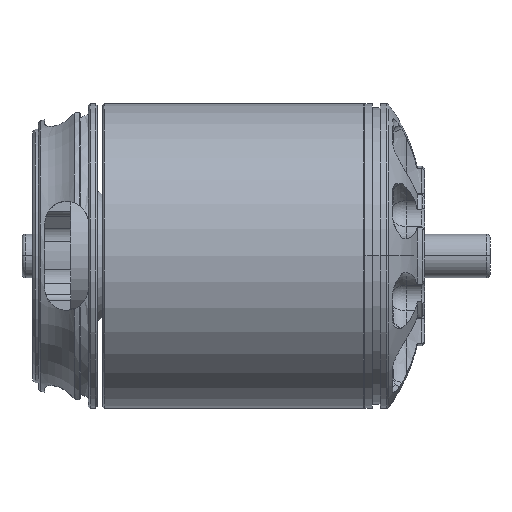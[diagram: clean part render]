
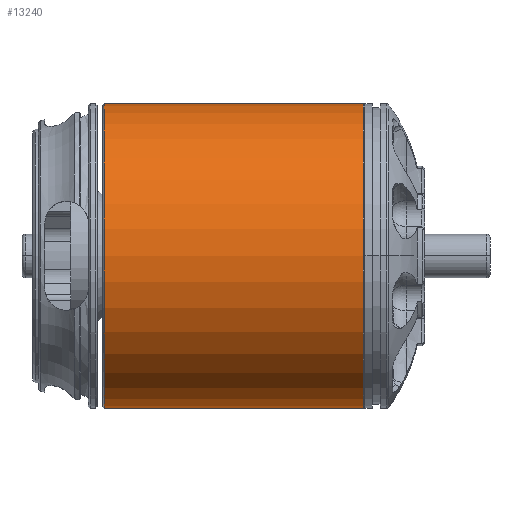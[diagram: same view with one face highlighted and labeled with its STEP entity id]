
A CAD part, top view. The second image highlights one B-rep face of the part: STEP entity #13240.
In plain terms, the highlighted cylindrical face has radius 14 mm (diameter 28 mm), a partial arc.
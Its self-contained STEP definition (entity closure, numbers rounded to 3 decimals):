
#1618 = ORIENTED_EDGE ( 'NONE', *, *, #12319, .F. ) ;
#1789 = CARTESIAN_POINT ( 'NONE',  ( -20.95, 14., 0. ) ) ;
#1947 = CARTESIAN_POINT ( 'NONE',  ( 2.85, 14., 0. ) ) ;
#2535 = FACE_OUTER_BOUND ( 'NONE', #7965, .T. ) ;
#2791 = ORIENTED_EDGE ( 'NONE', *, *, #18495, .F. ) ;
#3724 = DIRECTION ( 'NONE',  ( -1., 0., 0. ) ) ;
#4123 = CARTESIAN_POINT ( 'NONE',  ( 2.85, 14., 0. ) ) ;
#4151 = VERTEX_POINT ( 'NONE', #13398 ) ;
#4441 = LINE ( 'NONE', #16441, #4569 ) ;
#4569 = VECTOR ( 'NONE', #13396, 1000. ) ;
#5355 = DIRECTION ( 'NONE',  ( -1., 0., 0. ) ) ;
#5376 = LINE ( 'NONE', #4123, #8957 ) ;
#5485 = DIRECTION ( 'NONE',  ( -1., 0., 0. ) ) ;
#6926 = CYLINDRICAL_SURFACE ( 'NONE', #12077, 14. ) ;
#7082 = CARTESIAN_POINT ( 'NONE',  ( 2.85, 0., 0. ) ) ;
#7688 = AXIS2_PLACEMENT_3D ( 'NONE', #7082, #17302, #8652 ) ;
#7965 = EDGE_LOOP ( 'NONE', ( #10932, #1618, #14241, #2791 ) ) ;
#8500 = DIRECTION ( 'NONE',  ( 0., -1., 0. ) ) ;
#8652 = DIRECTION ( 'NONE',  ( 0., 1., 0. ) ) ;
#8957 = VECTOR ( 'NONE', #5485, 1000. ) ;
#9187 = AXIS2_PLACEMENT_3D ( 'NONE', #14527, #3724, #18812 ) ;
#9586 = VERTEX_POINT ( 'NONE', #1947 ) ;
#9842 = CIRCLE ( 'NONE', #9187, 14. ) ;
#10932 = ORIENTED_EDGE ( 'NONE', *, *, #12501, .F. ) ;
#11093 = CIRCLE ( 'NONE', #7688, 14. ) ;
#12077 = AXIS2_PLACEMENT_3D ( 'NONE', #12862, #5355, #8500 ) ;
#12319 = EDGE_CURVE ( 'NONE', #9586, #4151, #11093, .T. ) ;
#12501 = EDGE_CURVE ( 'NONE', #4151, #18342, #4441, .T. ) ;
#12787 = EDGE_CURVE ( 'NONE', #9586, #16766, #5376, .T. ) ;
#12862 = CARTESIAN_POINT ( 'NONE',  ( 3., 0., 0. ) ) ;
#13240 = ADVANCED_FACE ( 'NONE', ( #2535 ), #6926, .T. ) ;
#13396 = DIRECTION ( 'NONE',  ( -1., 0., 0. ) ) ;
#13398 = CARTESIAN_POINT ( 'NONE',  ( 2.85, -14., 0. ) ) ;
#14241 = ORIENTED_EDGE ( 'NONE', *, *, #12787, .T. ) ;
#14527 = CARTESIAN_POINT ( 'NONE',  ( -20.95, 0., 0. ) ) ;
#16441 = CARTESIAN_POINT ( 'NONE',  ( 2.85, -14., 0. ) ) ;
#16766 = VERTEX_POINT ( 'NONE', #1789 ) ;
#17302 = DIRECTION ( 'NONE',  ( 1., 0., 0. ) ) ;
#18342 = VERTEX_POINT ( 'NONE', #18352 ) ;
#18352 = CARTESIAN_POINT ( 'NONE',  ( -20.95, -14., 0. ) ) ;
#18495 = EDGE_CURVE ( 'NONE', #18342, #16766, #9842, .T. ) ;
#18812 = DIRECTION ( 'NONE',  ( 0., -1., 0. ) ) ;
